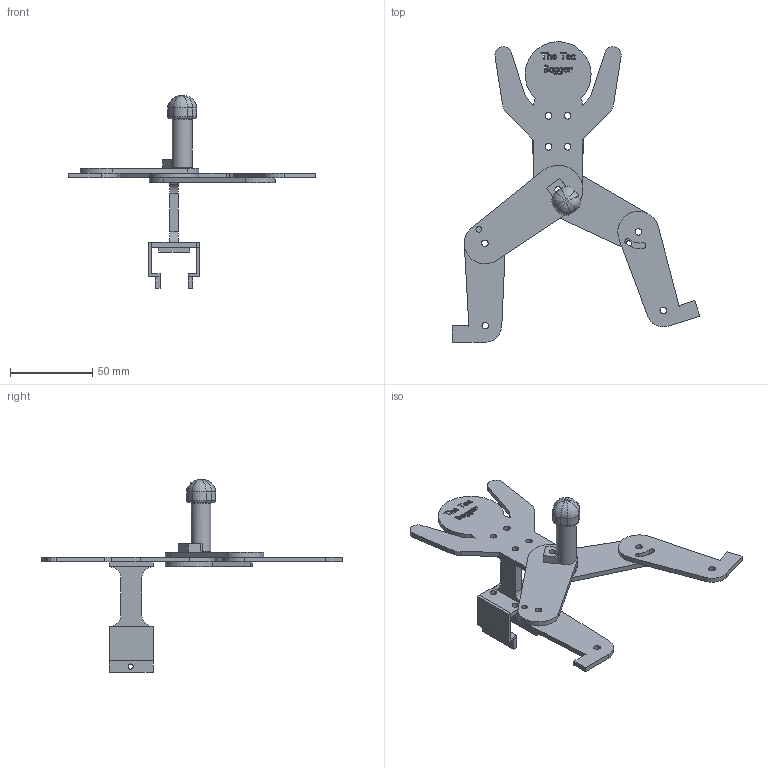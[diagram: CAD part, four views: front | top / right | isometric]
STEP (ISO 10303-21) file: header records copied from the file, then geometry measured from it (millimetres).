
FILE_DESCRIPTION(/* description */ (''),/* implementation_level */ '2;1');
FILE_NAME(/* name */ '1dd1e0b1-2a9c-46d9-accc-f50372dc7843.stp',/* time_stamp */ '2024-07-31T10:04:13Z',/* author */ (''),/* organization */ (''),/* preprocessor_version */ 'ST-DEVELOPER v20',/* originating_system */ 'Autodesk Translation Framework v13.14.0.145',/* authorisation */ '');
FILE_SCHEMA (('AUTOMOTIVE_DESIGN { 1 0 10303 214 3 1 1 }'));
Length unit declared in the file: millimetre
Products named in the file (7): man asemble; man body; man leg; man calf; tea hook; gt2_clamp_to_man; gt2_belt_clamp
Assembly tree (8 placements, depth 2):
  man asemble
    man body
    man leg  x2
    man calf  x2
    tea hook
    gt2_clamp_to_man
    gt2_belt_clamp
Bounding box: 150.14 x 182.47 x 117 mm (x, y, z)
Volume: 53202.9 mm3; surface area: 41506.9 mm2
Topology: 20 solids, 20 shells, 607 faces, 1644 edges, 1083 vertices
Faces by surface type: bspline 321, plane 206, cylinder 73, torus 4, cone 3
Full cylindrical faces by diameter (mm): 3.2 x2, 3.5 x2, 4 x26, 12 x1
Entity records: 21801 total; most frequent: CARTESIAN_POINT 8987, ORIENTED_EDGE 3142, DIRECTION 1587, EDGE_CURVE 1571, VERTEX_POINT 1039, LINE 797, VECTOR 797, EDGE_LOOP 670
